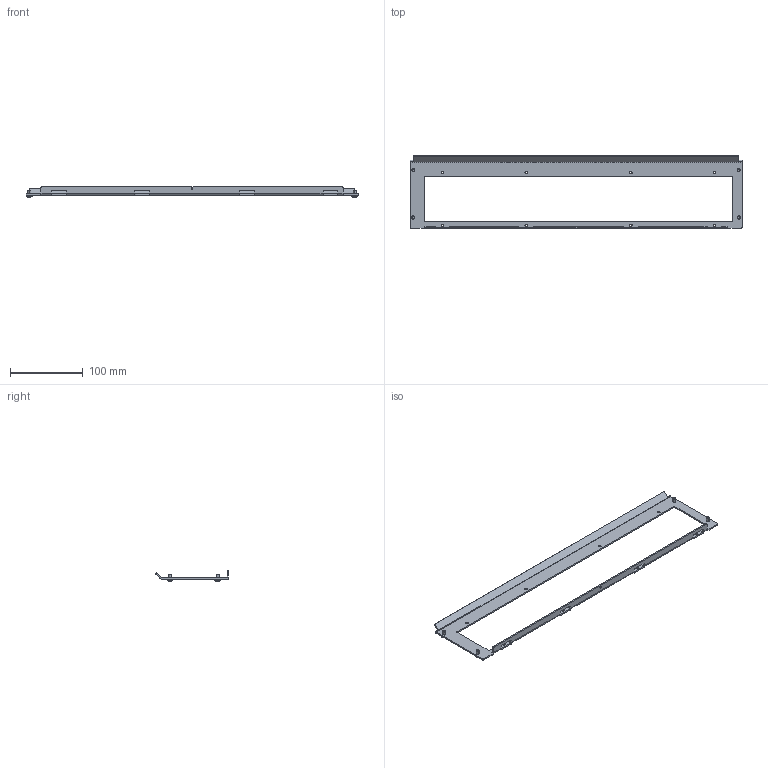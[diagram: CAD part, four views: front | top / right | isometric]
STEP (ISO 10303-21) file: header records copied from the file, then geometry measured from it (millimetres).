
FILE_DESCRIPTION (( 'STEP AP214' ), '1' );
FILE_NAME ('INGUN_113672.STEP', '2022-10-18T12:20:31', ( '' ), ( '' ), 'SwSTEP 2.0', 'SolidWorks 2021', '' );
FILE_SCHEMA (( 'AUTOMOTIVE_DESIGN' ));
Length unit declared in the file: millimetre
Products named in the file (4): 113696~0; INGUN_113672; ISO7380~n_M04,0x008; DIN125~n_04,3 M04,0
Assembly tree (9 placements, depth 2):
  INGUN_113672
    113696~0
    DIN125~n_04,3 M04,0  x4
    ISO7380~n_M04,0x008  x4
Bounding box: 455 x 100.02 x 15 mm (x, y, z)
Volume: 48048.2 mm3; surface area: 53687.9 mm2
Topology: 9 solids, 9 shells, 276 faces, 730 edges, 472 vertices
Faces by surface type: cylinder 174, plane 86, cone 8, torus 8
Entity records: 6043 total; most frequent: DIRECTION 1047, CARTESIAN_POINT 986, ORIENTED_EDGE 962, EDGE_CURVE 481, AXIS2_PLACEMENT_3D 387, VERTEX_POINT 310, LINE 273, VECTOR 273
